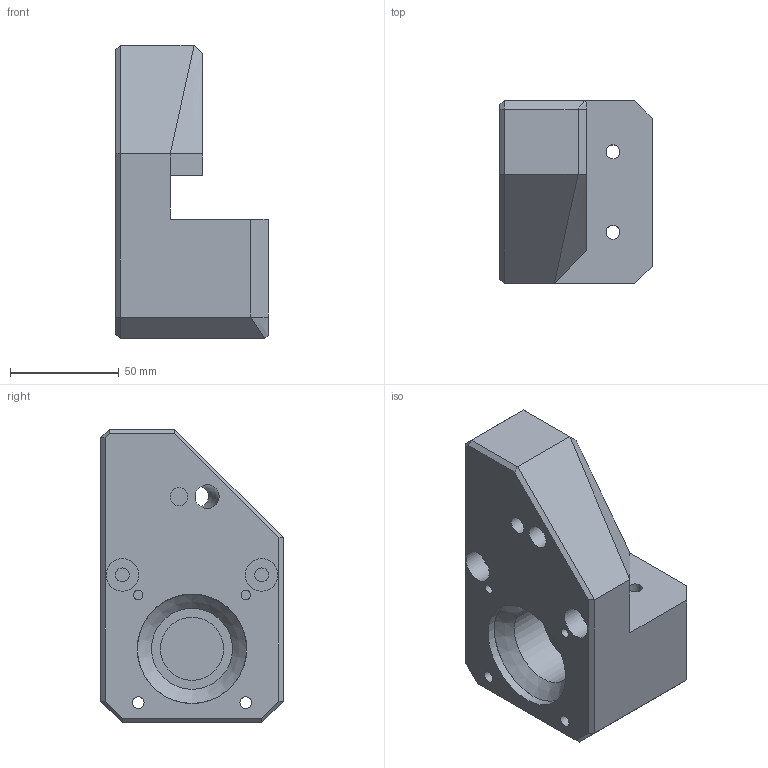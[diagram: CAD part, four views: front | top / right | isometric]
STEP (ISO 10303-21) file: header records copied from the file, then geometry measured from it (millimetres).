
FILE_DESCRIPTION(('FreeCAD Model'),'2;1');
FILE_NAME('Open CASCADE Shape Model','2025-04-29T08:11:12',('Author'),( ''),'Open CASCADE STEP processor 7.8','FreeCAD','Unknown');
FILE_SCHEMA(('AUTOMOTIVE_DESIGN { 1 0 10303 214 1 1 1 1 }'));
Length unit declared in the file: millimetre
Products named in the file (1): Chamfer
Bounding box: 70 x 84 x 135 mm (x, y, z)
Volume: 402092.2 mm3; surface area: 63978.5 mm2
Topology: 1 solids, 1 shells, 129 faces, 279 edges, 180 vertices
Faces by surface type: plane 92, cylinder 31, bspline 4, torus 1, cone 1
Full cylindrical faces by diameter (mm): 4.4 x8, 5.4 x2, 6.4 x6, 8.2 x2, 11 x1, 15 x6, 15.4 x2, 29 x1, 37.2 x2, 50.4 x1
Entity records: 3689 total; most frequent: CARTESIAN_POINT 804, DIRECTION 577, ORIENTED_EDGE 558, EDGE_CURVE 279, LINE 195, VECTOR 195, AXIS2_PLACEMENT_3D 191, VERTEX_POINT 180
